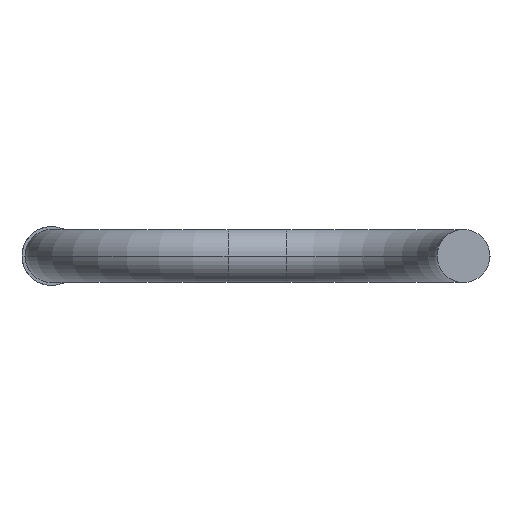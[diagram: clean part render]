
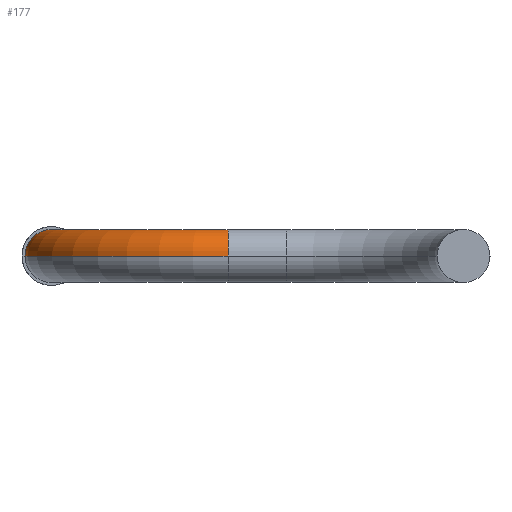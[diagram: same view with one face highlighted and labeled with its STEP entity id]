
A CAD part, left-side view. The second image highlights one B-rep face of the part: STEP entity #177.
In plain terms, the highlighted toroidal (fillet/blend) face has major radius 19.05 mm and minor radius 2.857 mm.
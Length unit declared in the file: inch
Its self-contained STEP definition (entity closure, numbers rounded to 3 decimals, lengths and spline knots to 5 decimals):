
#11 = DIRECTION ( 'NONE',  ( 0., 0., 1. ) ) ;
#31 = CARTESIAN_POINT ( 'NONE',  ( -2.5, 0.1125, 0. ) ) ;
#41 = AXIS2_PLACEMENT_3D ( 'NONE', #386, #11, #820 ) ;
#43 = CIRCLE ( 'NONE', #909, 0.8625 ) ;
#46 = DIRECTION ( 'NONE',  ( 0., 0., 1. ) ) ;
#68 = ORIENTED_EDGE ( 'NONE', *, *, #644, .T. ) ;
#106 = AXIS2_PLACEMENT_3D ( 'NONE', #819, #676, #822 ) ;
#143 = CARTESIAN_POINT ( 'NONE',  ( -2.5, -0.1125, 0. ) ) ;
#157 = DIRECTION ( 'NONE',  ( 0., -1., 0. ) ) ;
#177 = ADVANCED_FACE ( 'NONE', ( #780 ), #531, .T. ) ;
#238 = CARTESIAN_POINT ( 'NONE',  ( -3.1375, -0.75, 0. ) ) ;
#262 = CARTESIAN_POINT ( 'NONE',  ( -2.5, -0.75, 0. ) ) ;
#291 = DIRECTION ( 'NONE',  ( 1., 0., 0. ) ) ;
#386 = CARTESIAN_POINT ( 'NONE',  ( -2.5, -0.75, 0. ) ) ;
#400 = AXIS2_PLACEMENT_3D ( 'NONE', #952, #157, #845 ) ;
#441 = ORIENTED_EDGE ( 'NONE', *, *, #908, .F. ) ;
#449 = VERTEX_POINT ( 'NONE', #143 ) ;
#465 = DIRECTION ( 'NONE',  ( 0., 0., 1. ) ) ;
#486 = CIRCLE ( 'NONE', #106, 0.1125 ) ;
#517 = ORIENTED_EDGE ( 'NONE', *, *, #715, .T. ) ;
#529 = CARTESIAN_POINT ( 'NONE',  ( -2.5, -0.75, 0. ) ) ;
#531 = TOROIDAL_SURFACE ( 'NONE', #41, 0.75, 0.1125 ) ;
#553 = DIRECTION ( 'NONE',  ( 1., 0., 0. ) ) ;
#584 = EDGE_LOOP ( 'NONE', ( #517, #68, #827, #441 ) ) ;
#606 = CIRCLE ( 'NONE', #400, 0.1125 ) ;
#644 = EDGE_CURVE ( 'NONE', #920, #669, #43, .T. ) ;
#669 = VERTEX_POINT ( 'NONE', #811 ) ;
#676 = DIRECTION ( 'NONE',  ( -1., 0., 0. ) ) ;
#715 = EDGE_CURVE ( 'NONE', #449, #920, #486, .T. ) ;
#734 = CIRCLE ( 'NONE', #892, 0.6375 ) ;
#779 = VERTEX_POINT ( 'NONE', #238 ) ;
#780 = FACE_OUTER_BOUND ( 'NONE', #584, .T. ) ;
#796 = EDGE_CURVE ( 'NONE', #779, #669, #606, .T. ) ;
#811 = CARTESIAN_POINT ( 'NONE',  ( -3.3625, -0.75, 0. ) ) ;
#819 = CARTESIAN_POINT ( 'NONE',  ( -2.5, 0., 0. ) ) ;
#820 = DIRECTION ( 'NONE',  ( 1., 0., 0. ) ) ;
#822 = DIRECTION ( 'NONE',  ( 0., -1., 0. ) ) ;
#827 = ORIENTED_EDGE ( 'NONE', *, *, #796, .F. ) ;
#845 = DIRECTION ( 'NONE',  ( 1., 0., 0. ) ) ;
#892 = AXIS2_PLACEMENT_3D ( 'NONE', #529, #46, #553 ) ;
#908 = EDGE_CURVE ( 'NONE', #449, #779, #734, .T. ) ;
#909 = AXIS2_PLACEMENT_3D ( 'NONE', #262, #465, #291 ) ;
#920 = VERTEX_POINT ( 'NONE', #31 ) ;
#952 = CARTESIAN_POINT ( 'NONE',  ( -3.25, -0.75, 0. ) ) ;
